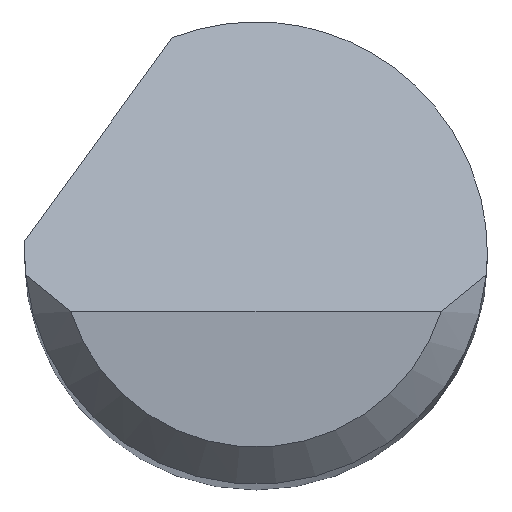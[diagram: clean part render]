
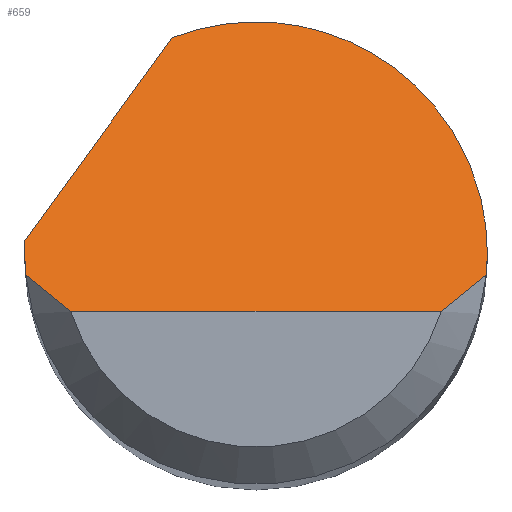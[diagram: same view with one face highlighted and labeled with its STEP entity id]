
A CAD part, top view. The second image highlights one B-rep face of the part: STEP entity #659.
In plain terms, the highlighted planar face has unit normal (0, 0.707, 0.707).
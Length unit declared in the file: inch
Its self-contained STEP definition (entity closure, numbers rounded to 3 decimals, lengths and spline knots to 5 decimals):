
#9 = CARTESIAN_POINT ( 'NONE',  ( -0.08761, -0.01397, 1.49022 ) ) ;
#16 = CARTESIAN_POINT ( 'NONE',  ( -0.09375, 0.00167, 1.47458 ) ) ;
#17 = EDGE_CURVE ( 'NONE', #133, #672, #783, .T. ) ;
#22 = CARTESIAN_POINT ( 'NONE',  ( -0.07508, -0.02375, 1.5 ) ) ;
#29 = CARTESIAN_POINT ( 'NONE',  ( -0.09375, -0.02375, 1.5 ) ) ;
#30 = ORIENTED_EDGE ( 'NONE', *, *, #618, .F. ) ;
#31 = CARTESIAN_POINT ( 'NONE',  ( -0.03394, 0.08739, 1.38886 ) ) ;
#50 = CARTESIAN_POINT ( 'NONE',  ( 0.09375, 0., 1.47625 ) ) ;
#70 = EDGE_CURVE ( 'NONE', #428, #305, #445, .T. ) ;
#82 = CARTESIAN_POINT ( 'NONE',  ( -0.09371, 0.00333, 1.47292 ) ) ;
#85 = DIRECTION ( 'NONE',  ( 0.456, 0.629, -0.629 ) ) ;
#123 = CARTESIAN_POINT ( 'NONE',  ( 0., -0.02375, 1.5 ) ) ;
#131 = CARTESIAN_POINT ( 'NONE',  ( -0.07508, -0.02375, 1.5 ) ) ;
#133 = VERTEX_POINT ( 'NONE', #407 ) ;
#142 = CARTESIAN_POINT ( 'NONE',  ( -0.09375, 0., 1.47625 ) ) ;
#144 = LINE ( 'NONE', #225, #325 ) ;
#145 = EDGE_CURVE ( 'NONE', #672, #428, #671, .T. ) ;
#149 = CARTESIAN_POINT ( 'NONE',  ( 0.08761, -0.01397, 1.49022 ) ) ;
#156 = CARTESIAN_POINT ( 'NONE',  ( 0.09334, -0.00875, 1.485 ) ) ;
#162 = DIRECTION ( 'NONE',  ( 0., 0.707, -0.707 ) ) ;
#198 = ORIENTED_EDGE ( 'NONE', *, *, #17, .T. ) ;
#201 = CARTESIAN_POINT ( 'NONE',  ( 0.07508, -0.02375, 1.5 ) ) ;
#208 = VERTEX_POINT ( 'NONE', #323 ) ;
#216 = EDGE_CURVE ( 'NONE', #550, #433, #144, .T. ) ;
#222 = AXIS2_PLACEMENT_3D ( 'NONE', #29, #586, #162 ) ;
#225 = CARTESIAN_POINT ( 'NONE',  ( -0.11014, -0.01781, 1.49406 ) ) ;
#235 = CARTESIAN_POINT ( 'NONE',  ( 0.09334, -0.00875, 1.485 ) ) ;
#265 = CARTESIAN_POINT ( 'NONE',  ( -0.09375, 0., 1.47625 ) ) ;
#266 = EDGE_CURVE ( 'NONE', #433, #591, #651, .T. ) ;
#276 = CARTESIAN_POINT ( 'NONE',  ( 0.09375, 0.07266, 1.40359 ) ) ;
#305 = VERTEX_POINT ( 'NONE', #156 ) ;
#320 = CARTESIAN_POINT ( 'NONE',  ( 0.08157, -0.019, 1.49525 ) ) ;
#323 = CARTESIAN_POINT ( 'NONE',  ( -0.09375, 0., 1.47625 ) ) ;
#325 = VECTOR ( 'NONE', #85, 39.37008 ) ;
#373 = EDGE_CURVE ( 'NONE', #591, #305, #488, .T. ) ;
#397 = CARTESIAN_POINT ( 'NONE',  ( 0.09375, 0., 1.47625 ) ) ;
#407 = CARTESIAN_POINT ( 'NONE',  ( -0.09334, -0.00875, 1.485 ) ) ;
#428 = VERTEX_POINT ( 'NONE', #471 ) ;
#433 = VERTEX_POINT ( 'NONE', #716 ) ;
#443 = CARTESIAN_POINT ( 'NONE',  ( -0.09375, -0.00292, 1.47917 ) ) ;
#445 = B_SPLINE_CURVE_WITH_KNOTS ( 'NONE', 3,
 ( #201, #320, #149, #691 ),
 .UNSPECIFIED., .F., .F.,
 ( 4, 4 ),
 ( 0., 0.00071 ),
 .UNSPECIFIED. ) ;
#451 = ORIENTED_EDGE ( 'NONE', *, *, #70, .T. ) ;
#463 = ORIENTED_EDGE ( 'NONE', *, *, #373, .F. ) ;
#467 = CARTESIAN_POINT ( 'NONE',  ( -0.09361, -0.00584, 1.48209 ) ) ;
#471 = CARTESIAN_POINT ( 'NONE',  ( 0.07508, -0.02375, 1.5 ) ) ;
#488 =( BOUNDED_CURVE ( )  B_SPLINE_CURVE ( 3, ( #397, #750, #647, #235 ),
 .UNSPECIFIED., .F., .F. ) 
 B_SPLINE_CURVE_WITH_KNOTS ( ( 4, 4 ),
 ( 1.5708, 1.66427 ),
 .UNSPECIFIED. ) 
 CURVE ( )  GEOMETRIC_REPRESENTATION_ITEM ( )  RATIONAL_B_SPLINE_CURVE ( ( 1., 0.999, 0.999, 1. ) ) 
 REPRESENTATION_ITEM ( '' )  );
#508 = CARTESIAN_POINT ( 'NONE',  ( -0.09362, 0.005, 1.47125 ) ) ;
#515 = CARTESIAN_POINT ( 'NONE',  ( -0.09334, -0.00875, 1.485 ) ) ;
#523 = CARTESIAN_POINT ( 'NONE',  ( 0.09375, 0., 1.47625 ) ) ;
#539 = DIRECTION ( 'NONE',  ( 1., 0., 0. ) ) ;
#550 = VERTEX_POINT ( 'NONE', #714 ) ;
#568 = PLANE ( 'NONE',  #222 ) ;
#586 = DIRECTION ( 'NONE',  ( 0., -0.707, -0.707 ) ) ;
#591 = VERTEX_POINT ( 'NONE', #50 ) ;
#614 = EDGE_LOOP ( 'NONE', ( #734, #451, #463, #616, #788, #623, #30, #198 ) ) ;
#616 = ORIENTED_EDGE ( 'NONE', *, *, #266, .F. ) ;
#618 = EDGE_CURVE ( 'NONE', #133, #208, #620, .T. ) ;
#619 = CARTESIAN_POINT ( 'NONE',  ( -0.09334, -0.00875, 1.485 ) ) ;
#620 =( BOUNDED_CURVE ( )  B_SPLINE_CURVE ( 3, ( #515, #467, #443, #142 ),
 .UNSPECIFIED., .F., .F. ) 
 B_SPLINE_CURVE_WITH_KNOTS ( ( 4, 4 ),
 ( 4.61892, 4.71239 ),
 .UNSPECIFIED. ) 
 CURVE ( )  GEOMETRIC_REPRESENTATION_ITEM ( )  RATIONAL_B_SPLINE_CURVE ( ( 1., 0.999, 0.999, 1. ) ) 
 REPRESENTATION_ITEM ( '' )  );
#621 = EDGE_CURVE ( 'NONE', #208, #550, #698, .T. ) ;
#623 = ORIENTED_EDGE ( 'NONE', *, *, #621, .F. ) ;
#631 = CARTESIAN_POINT ( 'NONE',  ( 0.03379, 0.11369, 1.36256 ) ) ;
#647 = CARTESIAN_POINT ( 'NONE',  ( 0.09361, -0.00584, 1.48209 ) ) ;
#651 =( BOUNDED_CURVE ( )  B_SPLINE_CURVE ( 3, ( #31, #631, #276, #523 ),
 .UNSPECIFIED., .F., .T. ) 
 B_SPLINE_CURVE_WITH_KNOTS ( ( 4, 4 ),
 ( 5.91277, 7.85398 ),
 .UNSPECIFIED. ) 
 CURVE ( )  GEOMETRIC_REPRESENTATION_ITEM ( )  RATIONAL_B_SPLINE_CURVE ( ( 1., 0.71, 0.71, 1. ) ) 
 REPRESENTATION_ITEM ( '' )  );
#659 = ADVANCED_FACE ( 'NONE', ( #707 ), #568, .F. ) ;
#671 = LINE ( 'NONE', #123, #704 ) ;
#672 = VERTEX_POINT ( 'NONE', #22 ) ;
#680 = CARTESIAN_POINT ( 'NONE',  ( -0.08157, -0.019, 1.49525 ) ) ;
#691 = CARTESIAN_POINT ( 'NONE',  ( 0.09334, -0.00875, 1.485 ) ) ;
#698 =( BOUNDED_CURVE ( )  B_SPLINE_CURVE ( 3, ( #265, #16, #82, #508 ),
 .UNSPECIFIED., .F., .T. ) 
 B_SPLINE_CURVE_WITH_KNOTS ( ( 4, 4 ),
 ( 4.71239, 4.76575 ),
 .UNSPECIFIED. ) 
 CURVE ( )  GEOMETRIC_REPRESENTATION_ITEM ( )  RATIONAL_B_SPLINE_CURVE ( ( 1., 1., 1., 1. ) ) 
 REPRESENTATION_ITEM ( '' )  );
#704 = VECTOR ( 'NONE', #539, 39.37008 ) ;
#707 = FACE_OUTER_BOUND ( 'NONE', #614, .T. ) ;
#714 = CARTESIAN_POINT ( 'NONE',  ( -0.09362, 0.005, 1.47125 ) ) ;
#716 = CARTESIAN_POINT ( 'NONE',  ( -0.03394, 0.08739, 1.38886 ) ) ;
#734 = ORIENTED_EDGE ( 'NONE', *, *, #145, .T. ) ;
#750 = CARTESIAN_POINT ( 'NONE',  ( 0.09375, -0.00292, 1.47917 ) ) ;
#783 = B_SPLINE_CURVE_WITH_KNOTS ( 'NONE', 3,
 ( #619, #9, #680, #131 ),
 .UNSPECIFIED., .F., .F.,
 ( 4, 4 ),
 ( 0., 0.00071 ),
 .UNSPECIFIED. ) ;
#788 = ORIENTED_EDGE ( 'NONE', *, *, #216, .F. ) ;
